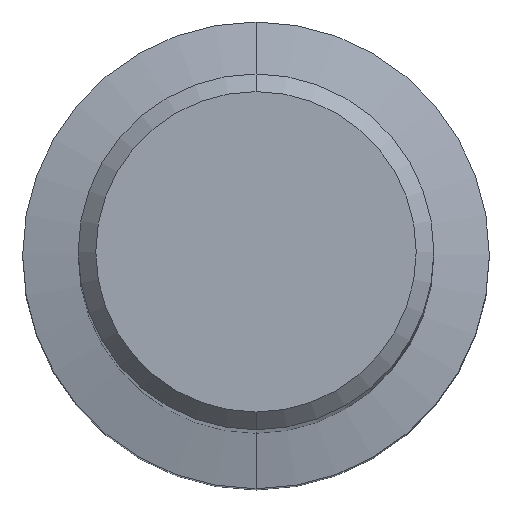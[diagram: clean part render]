
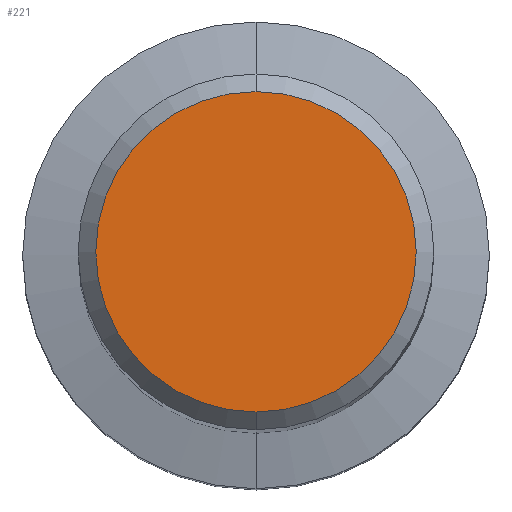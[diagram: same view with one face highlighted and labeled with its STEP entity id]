
A CAD part, top view. The second image highlights one B-rep face of the part: STEP entity #221.
In plain terms, the highlighted planar face has unit normal (0, 0, 1).
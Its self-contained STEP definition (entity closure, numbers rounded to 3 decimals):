
#191=VERTEX_POINT('',#396);
#221=ADVANCED_FACE('',(#431),#432,.T.);
#233=VERTEX_POINT('',#446);
#279=EDGE_CURVE('',#191,#233,#498,.T.);
#293=EDGE_CURVE('',#233,#191,#515,.T.);
#396=CARTESIAN_POINT('',(0.,-5.45,0.0));
#431=FACE_OUTER_BOUND('',#680,.T.);
#432=PLANE('',#681);
#446=CARTESIAN_POINT('',(0.0,5.45,0.0));
#498=CIRCLE('',#766,5.45);
#515=CIRCLE('',#787,5.45);
#680=EDGE_LOOP('',(#931,#932));
#681=AXIS2_PLACEMENT_3D('',#933,#934,#935);
#766=AXIS2_PLACEMENT_3D('',#1018,#1019,#1020);
#787=AXIS2_PLACEMENT_3D('',#1049,#1050,#1051);
#931=ORIENTED_EDGE('',*,*,#293,.F.);
#932=ORIENTED_EDGE('',*,*,#279,.F.);
#933=CARTESIAN_POINT('',(0.0,2.725,0.0));
#934=DIRECTION('',(-0.0,0.0,1.0));
#935=DIRECTION('',(0.0,-1.0,0.0));
#1018=CARTESIAN_POINT('',(0.0,0.0,0.0));
#1019=DIRECTION('',(0.0,0.0,-1.0));
#1020=DIRECTION('',(0.0,1.0,0.0));
#1049=CARTESIAN_POINT('',(0.0,0.0,0.0));
#1050=DIRECTION('',(0.0,0.0,-1.0));
#1051=DIRECTION('',(0.0,1.0,0.0));
